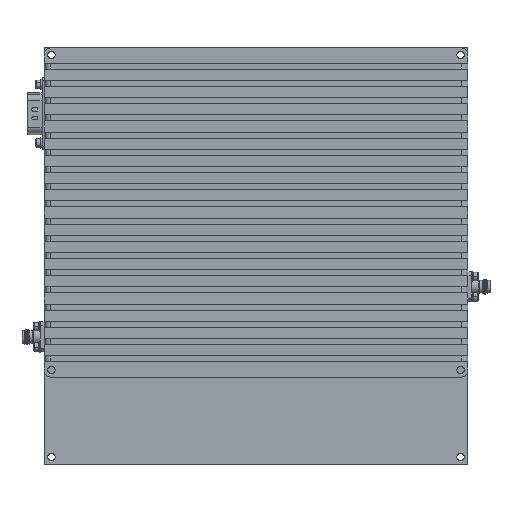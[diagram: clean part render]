
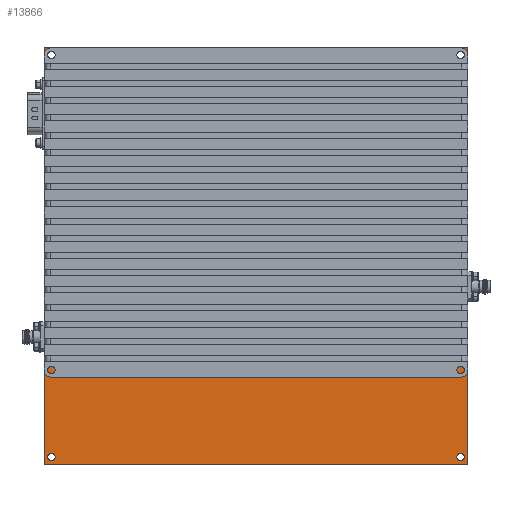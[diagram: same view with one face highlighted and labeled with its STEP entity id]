
A CAD part, front view. The second image highlights one B-rep face of the part: STEP entity #13866.
In plain terms, the highlighted planar face has unit normal (0, -1, 0).
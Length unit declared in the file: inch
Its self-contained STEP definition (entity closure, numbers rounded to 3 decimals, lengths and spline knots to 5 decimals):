
#10 = CARTESIAN_POINT ( 'NONE',  ( 0., 0., 0. ) ) ;
#156 = EDGE_CURVE ( 'NONE', #9823, #12735, #14881, .T. ) ;
#734 = VECTOR ( 'NONE', #5854, 39.37008 ) ;
#1135 = LINE ( 'NONE', #18509, #9942 ) ;
#1318 = CARTESIAN_POINT ( 'NONE',  ( -3.4252, 0., -3.42913 ) ) ;
#1436 = CARTESIAN_POINT ( 'NONE',  ( -3.54331, 0., 3.48425 ) ) ;
#1530 = CARTESIAN_POINT ( 'NONE',  ( 3.4252, 0., 3.36614 ) ) ;
#2001 = ORIENTED_EDGE ( 'NONE', *, *, #10211, .F. ) ;
#3002 = CARTESIAN_POINT ( 'NONE',  ( -3.4252, 0., 3.42913 ) ) ;
#3491 = EDGE_CURVE ( 'NONE', #27586, #25894, #9396, .T. ) ;
#3937 = EDGE_LOOP ( 'NONE', ( #27685, #20196 ) ) ;
#4288 = DIRECTION ( 'NONE',  ( 0., 0., -1. ) ) ;
#5317 = VERTEX_POINT ( 'NONE', #19192 ) ;
#5406 = FACE_BOUND ( 'NONE', #9293, .T. ) ;
#5581 = AXIS2_PLACEMENT_3D ( 'NONE', #10, #15183, #6546 ) ;
#5744 = DIRECTION ( 'NONE',  ( 0., 0., -1. ) ) ;
#5854 = DIRECTION ( 'NONE',  ( 1., 0., 0. ) ) ;
#6097 = CARTESIAN_POINT ( 'NONE',  ( 3.4252, 0., -3.36614 ) ) ;
#6117 = AXIS2_PLACEMENT_3D ( 'NONE', #27457, #20688, #7731 ) ;
#6156 = EDGE_CURVE ( 'NONE', #16339, #21245, #1135, .T. ) ;
#6367 = DIRECTION ( 'NONE',  ( 0., 0., -1. ) ) ;
#6411 = FACE_OUTER_BOUND ( 'NONE', #19759, .T. ) ;
#6546 = DIRECTION ( 'NONE',  ( 0., 0., -1. ) ) ;
#6641 = PLANE ( 'NONE',  #5581 ) ;
#6651 = EDGE_CURVE ( 'NONE', #12735, #9823, #15369, .T. ) ;
#7725 = DIRECTION ( 'NONE',  ( 0., 0., -1. ) ) ;
#7731 = DIRECTION ( 'NONE',  ( 0., 0., -1. ) ) ;
#7778 = CIRCLE ( 'NONE', #9337, 0.06299 ) ;
#8198 = VERTEX_POINT ( 'NONE', #12682 ) ;
#8285 = DIRECTION ( 'NONE',  ( 0., 0., -1. ) ) ;
#8803 = EDGE_CURVE ( 'NONE', #15212, #8198, #12607, .T. ) ;
#9274 = CARTESIAN_POINT ( 'NONE',  ( -3.4252, 0., -3.36614 ) ) ;
#9293 = EDGE_LOOP ( 'NONE', ( #26620, #23411 ) ) ;
#9337 = AXIS2_PLACEMENT_3D ( 'NONE', #6097, #21222, #8285 ) ;
#9396 = CIRCLE ( 'NONE', #25037, 0.06299 ) ;
#9437 = CIRCLE ( 'NONE', #24609, 0.06299 ) ;
#9816 = CARTESIAN_POINT ( 'NONE',  ( 3.54331, 0., 3.48425 ) ) ;
#9823 = VERTEX_POINT ( 'NONE', #1318 ) ;
#9839 = CARTESIAN_POINT ( 'NONE',  ( -3.4252, 0., -3.30315 ) ) ;
#9942 = VECTOR ( 'NONE', #20835, 39.37008 ) ;
#10089 = ORIENTED_EDGE ( 'NONE', *, *, #6156, .F. ) ;
#10211 = EDGE_CURVE ( 'NONE', #12616, #5317, #7778, .T. ) ;
#10393 = AXIS2_PLACEMENT_3D ( 'NONE', #23954, #13173, #21847 ) ;
#10846 = EDGE_CURVE ( 'NONE', #25894, #27586, #9437, .T. ) ;
#10970 = VERTEX_POINT ( 'NONE', #16759 ) ;
#11101 = ORIENTED_EDGE ( 'NONE', *, *, #24593, .F. ) ;
#11168 = CIRCLE ( 'NONE', #6117, 0.06299 ) ;
#11466 = DIRECTION ( 'NONE',  ( 0., 0., -1. ) ) ;
#11577 = VERTEX_POINT ( 'NONE', #16905 ) ;
#11686 = EDGE_LOOP ( 'NONE', ( #2001, #11101 ) ) ;
#12419 = ORIENTED_EDGE ( 'NONE', *, *, #3491, .F. ) ;
#12607 = CIRCLE ( 'NONE', #10393, 0.06299 ) ;
#12616 = VERTEX_POINT ( 'NONE', #26916 ) ;
#12682 = CARTESIAN_POINT ( 'NONE',  ( -3.4252, 0., 3.30315 ) ) ;
#12735 = VERTEX_POINT ( 'NONE', #9839 ) ;
#13156 = EDGE_LOOP ( 'NONE', ( #12419, #24572 ) ) ;
#13173 = DIRECTION ( 'NONE',  ( 0., -1., 0. ) ) ;
#13557 = LINE ( 'NONE', #19119, #24390 ) ;
#13796 = CIRCLE ( 'NONE', #21535, 0.06299 ) ;
#13866 = ADVANCED_FACE ( 'NONE', ( #27805, #16301, #17641, #5406, #6411 ), #6641, .T. ) ;
#14881 = CIRCLE ( 'NONE', #23079, 0.06299 ) ;
#15183 = DIRECTION ( 'NONE',  ( 0., -1., 0. ) ) ;
#15212 = VERTEX_POINT ( 'NONE', #3002 ) ;
#15369 = CIRCLE ( 'NONE', #26913, 0.06299 ) ;
#16000 = CARTESIAN_POINT ( 'NONE',  ( 3.4252, 0., 3.30315 ) ) ;
#16301 = FACE_BOUND ( 'NONE', #11686, .T. ) ;
#16339 = VERTEX_POINT ( 'NONE', #24289 ) ;
#16667 = DIRECTION ( 'NONE',  ( 0., -1., 0. ) ) ;
#16703 = EDGE_CURVE ( 'NONE', #21245, #10970, #17021, .T. ) ;
#16759 = CARTESIAN_POINT ( 'NONE',  ( 3.54331, 0., 3.48425 ) ) ;
#16905 = CARTESIAN_POINT ( 'NONE',  ( 3.54331, 0., -3.48425 ) ) ;
#17021 = LINE ( 'NONE', #18852, #734 ) ;
#17564 = LINE ( 'NONE', #9816, #20579 ) ;
#17641 = FACE_BOUND ( 'NONE', #13156, .T. ) ;
#18509 = CARTESIAN_POINT ( 'NONE',  ( -3.54331, 0., 3.48425 ) ) ;
#18568 = CARTESIAN_POINT ( 'NONE',  ( 3.4252, 0., 3.36614 ) ) ;
#18793 = DIRECTION ( 'NONE',  ( 0., 0., -1. ) ) ;
#18852 = CARTESIAN_POINT ( 'NONE',  ( -3.54331, 0., 3.48425 ) ) ;
#19034 = DIRECTION ( 'NONE',  ( -1., 0., 0. ) ) ;
#19119 = CARTESIAN_POINT ( 'NONE',  ( -3.54331, 0., -3.48425 ) ) ;
#19192 = CARTESIAN_POINT ( 'NONE',  ( 3.4252, 0., -3.42913 ) ) ;
#19350 = DIRECTION ( 'NONE',  ( 0., -1., 0. ) ) ;
#19659 = DIRECTION ( 'NONE',  ( 0., -1., 0. ) ) ;
#19759 = EDGE_LOOP ( 'NONE', ( #25563, #27497, #10089, #20345 ) ) ;
#20196 = ORIENTED_EDGE ( 'NONE', *, *, #156, .F. ) ;
#20345 = ORIENTED_EDGE ( 'NONE', *, *, #22666, .F. ) ;
#20579 = VECTOR ( 'NONE', #7725, 39.37008 ) ;
#20688 = DIRECTION ( 'NONE',  ( 0., -1., 0. ) ) ;
#20835 = DIRECTION ( 'NONE',  ( 0., 0., 1. ) ) ;
#21222 = DIRECTION ( 'NONE',  ( 0., -1., 0. ) ) ;
#21245 = VERTEX_POINT ( 'NONE', #1436 ) ;
#21535 = AXIS2_PLACEMENT_3D ( 'NONE', #26146, #19659, #4288 ) ;
#21847 = DIRECTION ( 'NONE',  ( 0., 0., -1. ) ) ;
#21878 = CARTESIAN_POINT ( 'NONE',  ( 3.4252, 0., 3.42913 ) ) ;
#22666 = EDGE_CURVE ( 'NONE', #11577, #16339, #13557, .T. ) ;
#23079 = AXIS2_PLACEMENT_3D ( 'NONE', #24107, #19350, #6367 ) ;
#23411 = ORIENTED_EDGE ( 'NONE', *, *, #25848, .F. ) ;
#23947 = EDGE_CURVE ( 'NONE', #10970, #11577, #17564, .T. ) ;
#23954 = CARTESIAN_POINT ( 'NONE',  ( -3.4252, 0., 3.36614 ) ) ;
#24107 = CARTESIAN_POINT ( 'NONE',  ( -3.4252, 0., -3.36614 ) ) ;
#24249 = DIRECTION ( 'NONE',  ( 0., -1., 0. ) ) ;
#24289 = CARTESIAN_POINT ( 'NONE',  ( -3.54331, 0., -3.48425 ) ) ;
#24390 = VECTOR ( 'NONE', #19034, 39.37008 ) ;
#24572 = ORIENTED_EDGE ( 'NONE', *, *, #10846, .F. ) ;
#24593 = EDGE_CURVE ( 'NONE', #5317, #12616, #11168, .T. ) ;
#24609 = AXIS2_PLACEMENT_3D ( 'NONE', #18568, #16667, #5744 ) ;
#25037 = AXIS2_PLACEMENT_3D ( 'NONE', #1530, #27345, #18793 ) ;
#25563 = ORIENTED_EDGE ( 'NONE', *, *, #23947, .F. ) ;
#25848 = EDGE_CURVE ( 'NONE', #8198, #15212, #13796, .T. ) ;
#25894 = VERTEX_POINT ( 'NONE', #16000 ) ;
#26146 = CARTESIAN_POINT ( 'NONE',  ( -3.4252, 0., 3.36614 ) ) ;
#26620 = ORIENTED_EDGE ( 'NONE', *, *, #8803, .F. ) ;
#26913 = AXIS2_PLACEMENT_3D ( 'NONE', #9274, #24249, #11466 ) ;
#26916 = CARTESIAN_POINT ( 'NONE',  ( 3.4252, 0., -3.30315 ) ) ;
#27345 = DIRECTION ( 'NONE',  ( 0., -1., 0. ) ) ;
#27457 = CARTESIAN_POINT ( 'NONE',  ( 3.4252, 0., -3.36614 ) ) ;
#27497 = ORIENTED_EDGE ( 'NONE', *, *, #16703, .F. ) ;
#27586 = VERTEX_POINT ( 'NONE', #21878 ) ;
#27685 = ORIENTED_EDGE ( 'NONE', *, *, #6651, .F. ) ;
#27805 = FACE_BOUND ( 'NONE', #3937, .T. ) ;
